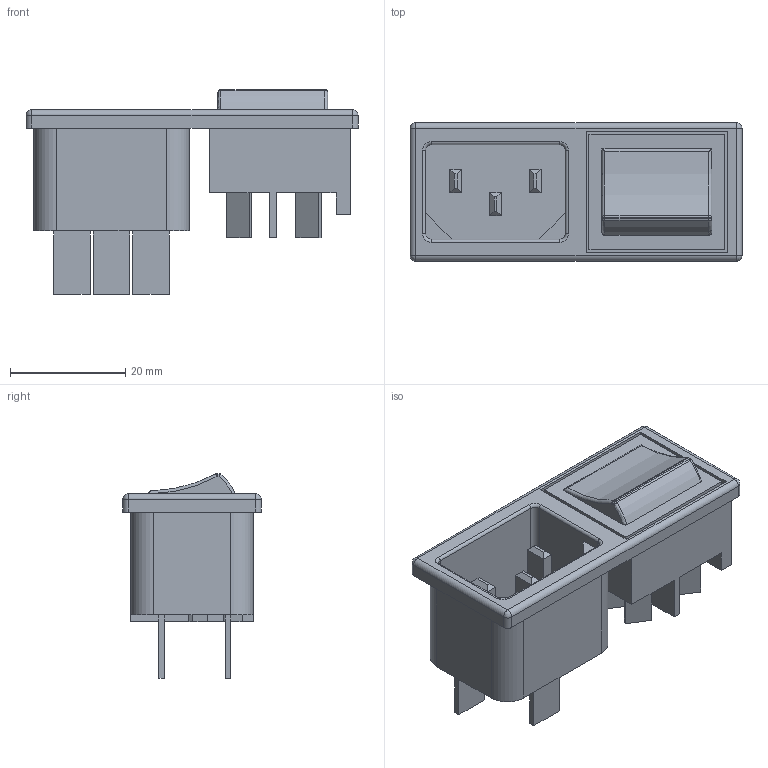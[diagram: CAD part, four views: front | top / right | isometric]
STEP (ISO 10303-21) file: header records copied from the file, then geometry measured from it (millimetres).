
FILE_DESCRIPTION(/* description */ (''),/* implementation_level */ '2;1');
FILE_NAME(/* name */ 'C04H010014-bulgin-BZM27-Z0000-57B.stp',/* time_stamp */ '2014-12-22T14:42:34+01:00',/* author */ ('MARCHA TECHNOLOGY'),/* organization */ (''),/* preprocessor_version */ 'ST-DEVELOPER v15.6',/* originating_system */ 'Autodesk Inventor 2015',/* authorisation */ '');
FILE_SCHEMA (('CONFIG_CONTROL_DESIGN'));
Length unit declared in the file: millimetre
Products named in the file (1): C04H010014-bulgin-BZM27-Z0000-57B
Bounding box: 57.5 x 24 x 35.5 mm (x, y, z)
Volume: 14531.9 mm3; surface area: 9395 mm2
Topology: 1 solids, 1 shells, 149 faces, 357 edges, 218 vertices
Faces by surface type: plane 106, cylinder 27, sphere 8, torus 8
Entity records: 4306 total; most frequent: CARTESIAN_POINT 767, DIRECTION 707, ORIENTED_EDGE 698, EDGE_CURVE 349, LINE 279, VECTOR 279, VERTEX_POINT 218, AXIS2_PLACEMENT_3D 214
